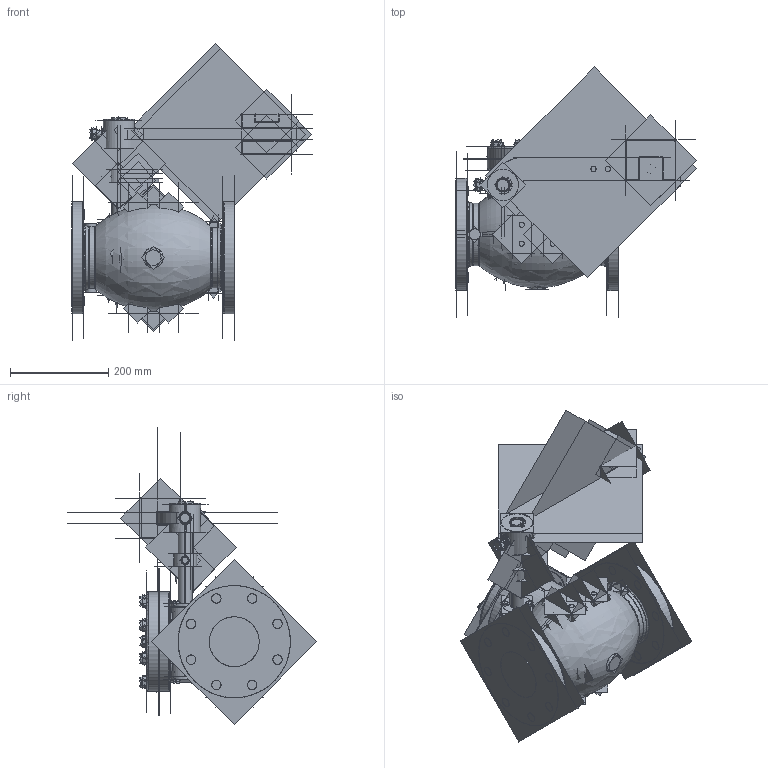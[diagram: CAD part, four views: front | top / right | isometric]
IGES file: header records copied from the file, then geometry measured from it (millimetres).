
Start section:  PTC IGES file: swing_check_valve_90001-flxfl-c_asm.igs
Global section: file name: swing_check_valve_90001-flxfl-c_asm.igs; native system: Creo Parametric by Parametric Technology Corporation; preprocessor: 2013050; author: HAPPY; organization: Unknown; date: 20161221.165402; units: inch
Bounding box: 489.43 x 508.27 x 603.62 mm (x, y, z)
Volume: 6768713.7 mm3; surface area: 5577226.8 mm2
Topology: 47 solids, 47 shells, 2590 faces, 12738 edges, 16072 vertices
Faces by surface type: revolution 1554, bspline 1036
